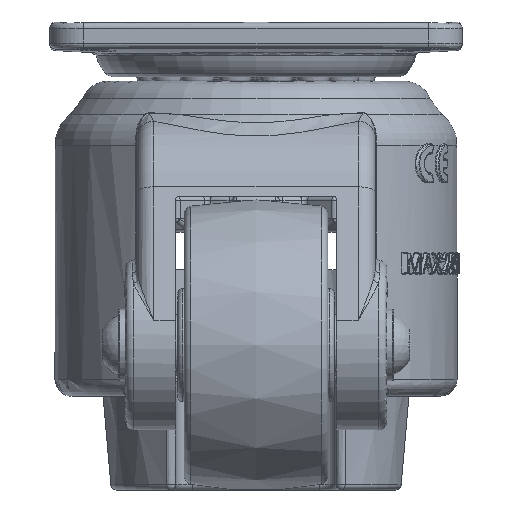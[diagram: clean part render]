
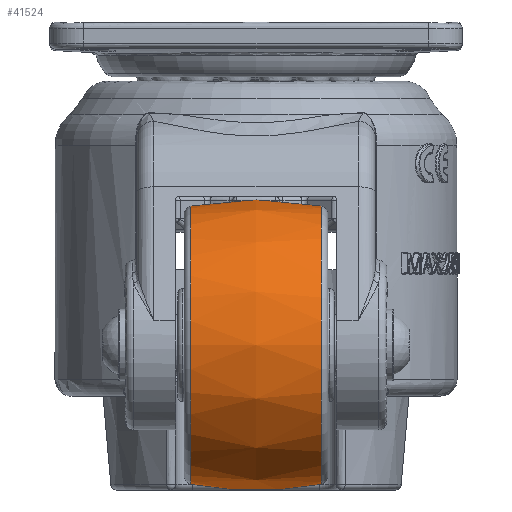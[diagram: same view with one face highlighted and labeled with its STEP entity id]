
A CAD part, front view. The second image highlights one B-rep face of the part: STEP entity #41524.
In plain terms, the highlighted free-form (B-spline) face has degree [2, 2] with [3, 9] control points.
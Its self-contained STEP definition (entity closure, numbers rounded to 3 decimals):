
#713=(
BOUNDED_SURFACE()
B_SPLINE_SURFACE(2,2,((#68865,#68866,#68867,#68868,#68869,#68870,#68871,
#68872,#68873),(#68874,#68875,#68876,#68877,#68878,#68879,#68880,#68881,
#68882),(#68883,#68884,#68885,#68886,#68887,#68888,#68889,#68890,#68891)),
 .UNSPECIFIED.,.F.,.T.,.F.)
B_SPLINE_SURFACE_WITH_KNOTS((3,3),(3,2,2,2,3),(-0.191,0.191),
(-3.142,-1.571,0.,1.571,3.142),
 .UNSPECIFIED.)
GEOMETRIC_REPRESENTATION_ITEM()
RATIONAL_B_SPLINE_SURFACE(((1.,0.707,1.,0.707,1.,
0.707,1.,0.707,1.),(0.982,0.694,
0.982,0.694,0.982,0.694,0.982,
0.694,0.982),(1.,0.707,1.,0.707,
1.,0.707,1.,0.707,1.)))
REPRESENTATION_ITEM('')
SURFACE()
);
#1582=(
BOUNDED_CURVE()
B_SPLINE_CURVE(2,(#68896,#68897,#68898),.UNSPECIFIED.,.F.,.F.)
B_SPLINE_CURVE_WITH_KNOTS((3,3),(-0.191,0.191),
 .UNSPECIFIED.)
CURVE()
GEOMETRIC_REPRESENTATION_ITEM()
RATIONAL_B_SPLINE_CURVE((1.,0.982,1.))
REPRESENTATION_ITEM('')
);
#9691=FACE_OUTER_BOUND('',#12486,.T.);
#12486=EDGE_LOOP('',(#17185,#17186,#17187,#17188,#17189,#17190));
#17185=ORIENTED_EDGE('',*,*,#28931,.T.);
#17186=ORIENTED_EDGE('',*,*,#28932,.T.);
#17187=ORIENTED_EDGE('',*,*,#28933,.F.);
#17188=ORIENTED_EDGE('',*,*,#28934,.F.);
#17189=ORIENTED_EDGE('',*,*,#28932,.F.);
#17190=ORIENTED_EDGE('',*,*,#28935,.T.);
#28931=EDGE_CURVE('',#34916,#34917,#38619,.T.);
#28932=EDGE_CURVE('',#34917,#34918,#1582,.T.);
#28933=EDGE_CURVE('',#34919,#34918,#38620,.T.);
#28934=EDGE_CURVE('',#34918,#34919,#38621,.T.);
#28935=EDGE_CURVE('',#34917,#34916,#38622,.T.);
#34916=VERTEX_POINT('',#68892);
#34917=VERTEX_POINT('',#68893);
#34918=VERTEX_POINT('',#68895);
#34919=VERTEX_POINT('',#68899);
#38619=CIRCLE('',#44817,24.615);
#38620=CIRCLE('',#44818,24.615);
#38621=CIRCLE('',#44819,24.615);
#38622=CIRCLE('',#44820,24.615);
#41524=ADVANCED_FACE('',(#9691),#713,.F.);
#44817=AXIS2_PLACEMENT_3D('',#68894,#51244,#51245);
#44818=AXIS2_PLACEMENT_3D('',#68900,#51246,#51247);
#44819=AXIS2_PLACEMENT_3D('',#68901,#51248,#51249);
#44820=AXIS2_PLACEMENT_3D('',#68902,#51250,#51251);
#51244=DIRECTION('center_axis',(-1.,0.,0.));
#51245=DIRECTION('ref_axis',(0.,0.,1.));
#51246=DIRECTION('center_axis',(-1.,0.,0.));
#51247=DIRECTION('ref_axis',(0.,0.,1.));
#51248=DIRECTION('center_axis',(-1.,0.,0.));
#51249=DIRECTION('ref_axis',(0.,0.,1.));
#51250=DIRECTION('center_axis',(-1.,0.,0.));
#51251=DIRECTION('ref_axis',(0.,0.,1.));
#68865=CARTESIAN_POINT('Ctrl Pts',(34.321,7.532,-71.366));
#68866=CARTESIAN_POINT('Ctrl Pts',(34.321,-17.083,-71.366));
#68867=CARTESIAN_POINT('Ctrl Pts',(34.321,-17.083,-46.751));
#68868=CARTESIAN_POINT('Ctrl Pts',(34.321,-17.083,-22.136));
#68869=CARTESIAN_POINT('Ctrl Pts',(34.321,7.532,-22.136));
#68870=CARTESIAN_POINT('Ctrl Pts',(34.321,32.148,-22.136));
#68871=CARTESIAN_POINT('Ctrl Pts',(34.321,32.148,-46.751));
#68872=CARTESIAN_POINT('Ctrl Pts',(34.321,32.148,-71.366));
#68873=CARTESIAN_POINT('Ctrl Pts',(34.321,7.532,-71.366));
#68874=CARTESIAN_POINT('Ctrl Pts',(22.786,7.532,-73.594));
#68875=CARTESIAN_POINT('Ctrl Pts',(22.786,-19.311,-73.594));
#68876=CARTESIAN_POINT('Ctrl Pts',(22.786,-19.311,-46.751));
#68877=CARTESIAN_POINT('Ctrl Pts',(22.786,-19.311,-19.908));
#68878=CARTESIAN_POINT('Ctrl Pts',(22.786,7.532,-19.908));
#68879=CARTESIAN_POINT('Ctrl Pts',(22.786,34.375,-19.908));
#68880=CARTESIAN_POINT('Ctrl Pts',(22.786,34.375,-46.751));
#68881=CARTESIAN_POINT('Ctrl Pts',(22.786,34.375,-73.594));
#68882=CARTESIAN_POINT('Ctrl Pts',(22.786,7.532,-73.594));
#68883=CARTESIAN_POINT('Ctrl Pts',(11.252,7.532,-71.366));
#68884=CARTESIAN_POINT('Ctrl Pts',(11.252,-17.083,-71.366));
#68885=CARTESIAN_POINT('Ctrl Pts',(11.252,-17.083,-46.751));
#68886=CARTESIAN_POINT('Ctrl Pts',(11.252,-17.083,-22.136));
#68887=CARTESIAN_POINT('Ctrl Pts',(11.252,7.532,-22.136));
#68888=CARTESIAN_POINT('Ctrl Pts',(11.252,32.148,-22.136));
#68889=CARTESIAN_POINT('Ctrl Pts',(11.252,32.148,-46.751));
#68890=CARTESIAN_POINT('Ctrl Pts',(11.252,32.148,-71.366));
#68891=CARTESIAN_POINT('Ctrl Pts',(11.252,7.532,-71.366));
#68892=CARTESIAN_POINT('',(34.321,7.532,-22.136));
#68893=CARTESIAN_POINT('',(34.321,7.532,-71.366));
#68894=CARTESIAN_POINT('Origin',(34.321,7.532,-46.751));
#68895=CARTESIAN_POINT('',(11.252,7.532,-71.366));
#68896=CARTESIAN_POINT('Ctrl Pts',(34.321,7.532,-71.366));
#68897=CARTESIAN_POINT('Ctrl Pts',(22.786,7.532,-73.594));
#68898=CARTESIAN_POINT('Ctrl Pts',(11.252,7.532,-71.366));
#68899=CARTESIAN_POINT('',(11.252,7.532,-22.136));
#68900=CARTESIAN_POINT('Origin',(11.252,7.532,-46.751));
#68901=CARTESIAN_POINT('Origin',(11.252,7.532,-46.751));
#68902=CARTESIAN_POINT('Origin',(34.321,7.532,-46.751));
